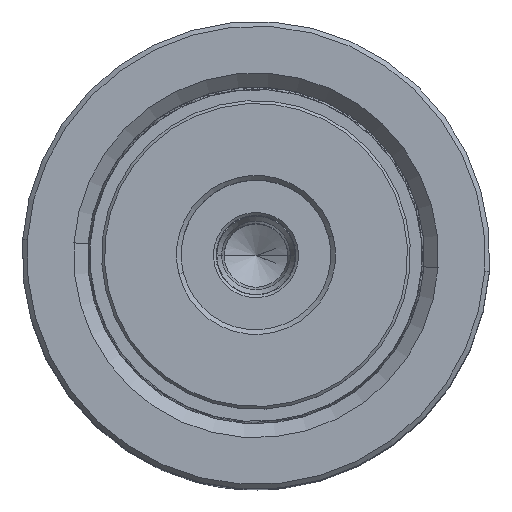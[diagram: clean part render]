
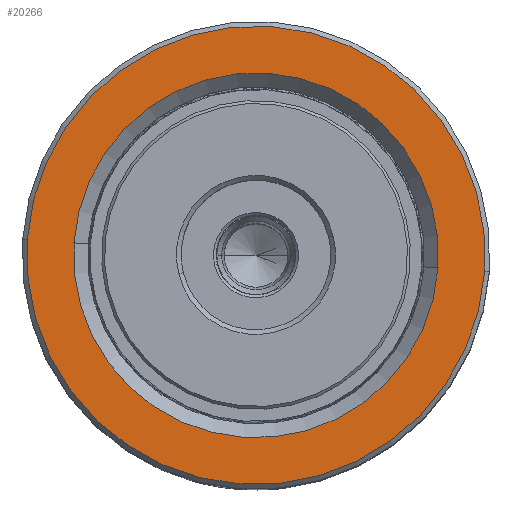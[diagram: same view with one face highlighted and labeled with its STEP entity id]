
A CAD part, top view. The second image highlights one B-rep face of the part: STEP entity #20266.
In plain terms, the highlighted planar face has unit normal (0, 0, 1).
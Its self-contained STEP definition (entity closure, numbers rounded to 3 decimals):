
#615 = DIRECTION ( 'NONE',  ( 1., 0., 0. ) ) ;
#3594 = CARTESIAN_POINT ( 'NONE',  ( 19.5, 0., 60. ) ) ;
#4419 = DIRECTION ( 'NONE',  ( 1., 0., 0. ) ) ;
#4543 = DIRECTION ( 'NONE',  ( 0., 0., 1. ) ) ;
#5893 = CARTESIAN_POINT ( 'NONE',  ( 0., 0., 60. ) ) ;
#6365 = CIRCLE ( 'NONE', #20532, 19.5 ) ;
#7422 = ORIENTED_EDGE ( 'NONE', *, *, #33180, .T. ) ;
#7871 = DIRECTION ( 'NONE',  ( 0., 0., 1. ) ) ;
#9892 = AXIS2_PLACEMENT_3D ( 'NONE', #15953, #28252, #615 ) ;
#10456 = DIRECTION ( 'NONE',  ( 0., 0., -1. ) ) ;
#10799 = CARTESIAN_POINT ( 'NONE',  ( -19.5, 0., 60. ) ) ;
#10936 = VERTEX_POINT ( 'NONE', #19934 ) ;
#11276 = VERTEX_POINT ( 'NONE', #10799 ) ;
#13810 = FACE_OUTER_BOUND ( 'NONE', #37851, .T. ) ;
#15162 = FACE_BOUND ( 'NONE', #23188, .T. ) ;
#15953 = CARTESIAN_POINT ( 'NONE',  ( 0., 0., 60. ) ) ;
#19526 = CIRCLE ( 'NONE', #24700, 19.5 ) ;
#19934 = CARTESIAN_POINT ( 'NONE',  ( 24.5, 0., 60. ) ) ;
#20266 = ADVANCED_FACE ( 'NONE', ( #13810, #15162 ), #35211, .T. ) ;
#20532 = AXIS2_PLACEMENT_3D ( 'NONE', #35497, #10456, #28841 ) ;
#20545 = VERTEX_POINT ( 'NONE', #3594 ) ;
#20679 = ORIENTED_EDGE ( 'NONE', *, *, #25325, .T. ) ;
#23016 = CARTESIAN_POINT ( 'NONE',  ( 0., 0., 60. ) ) ;
#23041 = ORIENTED_EDGE ( 'NONE', *, *, #34364, .T. ) ;
#23188 = EDGE_LOOP ( 'NONE', ( #7422, #29464 ) ) ;
#24700 = AXIS2_PLACEMENT_3D ( 'NONE', #28428, #26007, #4419 ) ;
#25325 = EDGE_CURVE ( 'NONE', #10936, #35956, #26787, .T. ) ;
#26007 = DIRECTION ( 'NONE',  ( 0., 0., -1. ) ) ;
#26124 = DIRECTION ( 'NONE',  ( 1., 0., 0. ) ) ;
#26787 = CIRCLE ( 'NONE', #30685, 24.5 ) ;
#26837 = AXIS2_PLACEMENT_3D ( 'NONE', #5893, #4543, #26124 ) ;
#28252 = DIRECTION ( 'NONE',  ( 0., 0., 1. ) ) ;
#28428 = CARTESIAN_POINT ( 'NONE',  ( 0., 0., 60. ) ) ;
#28841 = DIRECTION ( 'NONE',  ( 1., 0., 0. ) ) ;
#29059 = DIRECTION ( 'NONE',  ( 1., 0., 0. ) ) ;
#29464 = ORIENTED_EDGE ( 'NONE', *, *, #36894, .T. ) ;
#30685 = AXIS2_PLACEMENT_3D ( 'NONE', #23016, #7871, #29059 ) ;
#33180 = EDGE_CURVE ( 'NONE', #20545, #11276, #19526, .T. ) ;
#33489 = CARTESIAN_POINT ( 'NONE',  ( -24.5, 0., 60. ) ) ;
#34364 = EDGE_CURVE ( 'NONE', #35956, #10936, #37611, .T. ) ;
#35211 = PLANE ( 'NONE',  #26837 ) ;
#35497 = CARTESIAN_POINT ( 'NONE',  ( 0., 0., 60. ) ) ;
#35956 = VERTEX_POINT ( 'NONE', #33489 ) ;
#36894 = EDGE_CURVE ( 'NONE', #11276, #20545, #6365, .T. ) ;
#37611 = CIRCLE ( 'NONE', #9892, 24.5 ) ;
#37851 = EDGE_LOOP ( 'NONE', ( #23041, #20679 ) ) ;
